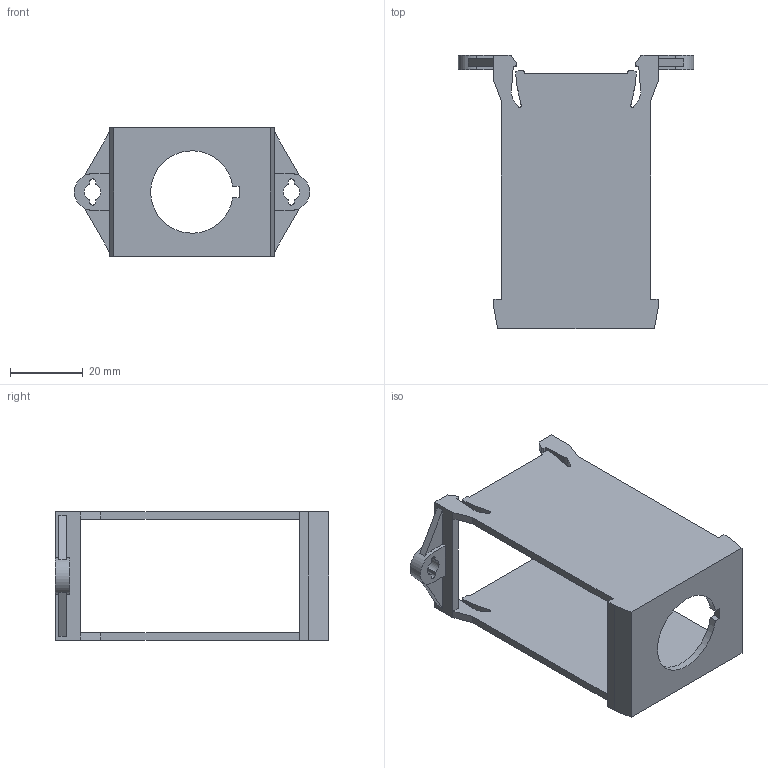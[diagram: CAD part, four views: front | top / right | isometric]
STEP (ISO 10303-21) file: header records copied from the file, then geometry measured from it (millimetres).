
FILE_DESCRIPTION((''),'2;1');
FILE_NAME('F-129T','2023-07-05T',('Administrator'),('zyb.com'),'PRO/ENGINEER BY PARAMETRIC TECHNOLOGY CORPORATION, 2010280','PRO/ENGINEER BY PARAMETRIC TECHNOLOGY CORPORATION, 2010280','');
FILE_SCHEMA(('AUTOMOTIVE_DESIGN { 1 0 10303 214 1 1 1 1 }'));
Length unit declared in the file: millimetre
Products named in the file (1): F-129T
Bounding box: 64.5 x 75 x 35.3 mm (x, y, z)
Volume: 16578 mm3; surface area: 17650.9 mm2
Topology: 1 solids, 1 shells, 136 faces, 410 edges, 272 vertices
Faces by surface type: plane 95, cylinder 41
Entity records: 5968 total; most frequent: CARTESIAN_POINT 820, ORIENTED_EDGE 820, DIRECTION 772, PRESENTATION_STYLE_ASSIGNMENT 411, STYLED_ITEM 411, CURVE_STYLE 410, EDGE_CURVE 410, VECTOR 320
